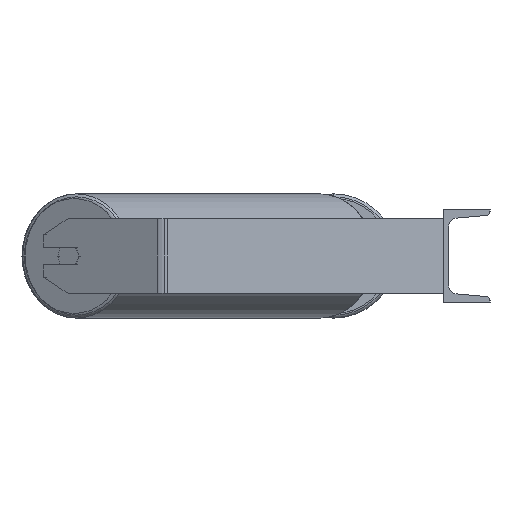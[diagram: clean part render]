
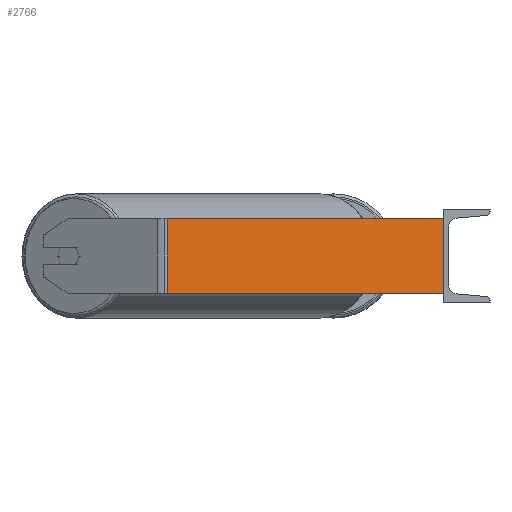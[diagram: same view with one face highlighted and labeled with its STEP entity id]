
A CAD part, left-side view. The second image highlights one B-rep face of the part: STEP entity #2766.
In plain terms, the highlighted planar face has unit normal (-0.985, -0.174, 0).
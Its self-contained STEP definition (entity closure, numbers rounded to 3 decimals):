
#407 = VERTEX_POINT ( 'NONE', #5452 ) ;
#1377 = EDGE_CURVE ( 'NONE', #407, #8242, #6329, .T. ) ;
#1424 = LINE ( 'NONE', #8527, #8950 ) ;
#1473 = CARTESIAN_POINT ( 'NONE',  ( -837.07, 295.301, -40. ) ) ;
#1560 = AXIS2_PLACEMENT_3D ( 'NONE', #7324, #1739, #6595 ) ;
#1739 = DIRECTION ( 'NONE',  ( 0.985, 0.174, 0. ) ) ;
#1963 = DIRECTION ( 'NONE',  ( 0.174, -0.985, 0. ) ) ;
#2466 = CARTESIAN_POINT ( 'NONE',  ( -785., 0., -40. ) ) ;
#2656 = EDGE_CURVE ( 'NONE', #7534, #407, #5753, .T. ) ;
#2766 = ADVANCED_FACE ( 'NONE', ( #5791 ), #8605, .F. ) ;
#3440 = VERTEX_POINT ( 'NONE', #1473 ) ;
#4617 = ORIENTED_EDGE ( 'NONE', *, *, #5046, .T. ) ;
#4897 = EDGE_LOOP ( 'NONE', ( #8351, #6272, #5070, #4617 ) ) ;
#4965 = VECTOR ( 'NONE', #1963, 1000. ) ;
#5046 = EDGE_CURVE ( 'NONE', #7534, #3440, #1424, .T. ) ;
#5064 = DIRECTION ( 'NONE',  ( 0., 0., -1. ) ) ;
#5070 = ORIENTED_EDGE ( 'NONE', *, *, #2656, .F. ) ;
#5452 = CARTESIAN_POINT ( 'NONE',  ( -785., 0., 40. ) ) ;
#5612 = DIRECTION ( 'NONE',  ( 0.174, -0.985, 0. ) ) ;
#5655 = EDGE_CURVE ( 'NONE', #3440, #8242, #8885, .T. ) ;
#5753 = LINE ( 'NONE', #9121, #9064 ) ;
#5791 = FACE_OUTER_BOUND ( 'NONE', #4897, .T. ) ;
#6272 = ORIENTED_EDGE ( 'NONE', *, *, #1377, .F. ) ;
#6329 = LINE ( 'NONE', #6370, #7726 ) ;
#6370 = CARTESIAN_POINT ( 'NONE',  ( -785., 0., 40. ) ) ;
#6595 = DIRECTION ( 'NONE',  ( -0.174, 0.985, 0. ) ) ;
#7324 = CARTESIAN_POINT ( 'NONE',  ( -838.081, 301.036, 40. ) ) ;
#7534 = VERTEX_POINT ( 'NONE', #9061 ) ;
#7726 = VECTOR ( 'NONE', #8436, 1000. ) ;
#8236 = CARTESIAN_POINT ( 'NONE',  ( -838.081, 301.036, -40. ) ) ;
#8242 = VERTEX_POINT ( 'NONE', #2466 ) ;
#8351 = ORIENTED_EDGE ( 'NONE', *, *, #5655, .T. ) ;
#8436 = DIRECTION ( 'NONE',  ( 0., 0., -1. ) ) ;
#8527 = CARTESIAN_POINT ( 'NONE',  ( -837.07, 295.301, 40. ) ) ;
#8605 = PLANE ( 'NONE',  #1560 ) ;
#8885 = LINE ( 'NONE', #8236, #4965 ) ;
#8950 = VECTOR ( 'NONE', #5064, 1000. ) ;
#9061 = CARTESIAN_POINT ( 'NONE',  ( -837.07, 295.301, 40. ) ) ;
#9064 = VECTOR ( 'NONE', #5612, 1000. ) ;
#9121 = CARTESIAN_POINT ( 'NONE',  ( -838.081, 301.036, 40. ) ) ;
